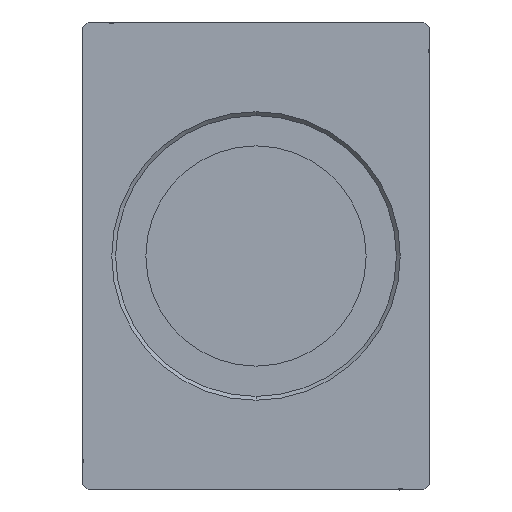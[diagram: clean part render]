
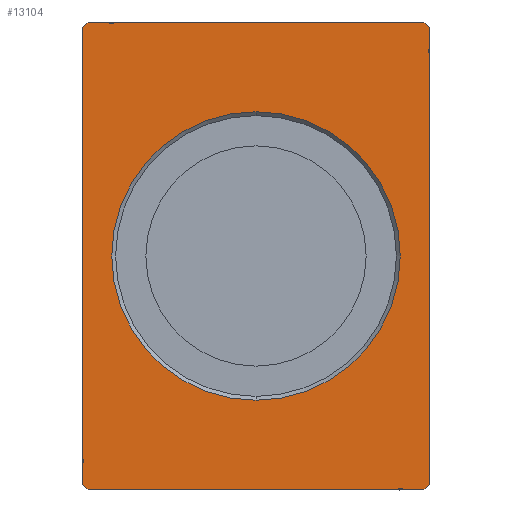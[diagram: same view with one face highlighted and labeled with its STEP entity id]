
A CAD part, left-side view. The second image highlights one B-rep face of the part: STEP entity #13104.
In plain terms, the highlighted planar face has unit normal (-1, 0, 0).
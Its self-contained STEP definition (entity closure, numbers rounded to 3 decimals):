
#20 = EDGE_CURVE ( 'NONE', #2804, #3124, #1621, .T. ) ;
#839 = DIRECTION ( 'NONE',  ( 0., 0.707, 0.707 ) ) ;
#988 = VECTOR ( 'NONE', #2928, 1000. ) ;
#1129 = EDGE_CURVE ( 'NONE', #33568, #9441, #30746, .T. ) ;
#1621 = LINE ( 'NONE', #25886, #5776 ) ;
#1852 = ORIENTED_EDGE ( 'NONE', *, *, #6350, .F. ) ;
#2804 = VERTEX_POINT ( 'NONE', #7301 ) ;
#2928 = DIRECTION ( 'NONE',  ( 0., -0.707, 0.707 ) ) ;
#2966 = VERTEX_POINT ( 'NONE', #7249 ) ;
#2983 = ORIENTED_EDGE ( 'NONE', *, *, #4053, .F. ) ;
#3124 = VERTEX_POINT ( 'NONE', #11950 ) ;
#3716 = LINE ( 'NONE', #16264, #38153 ) ;
#4053 = EDGE_CURVE ( 'NONE', #5136, #11375, #11220, .T. ) ;
#4166 = DIRECTION ( 'NONE',  ( 1., 0., 0. ) ) ;
#4621 = ORIENTED_EDGE ( 'NONE', *, *, #36378, .F. ) ;
#5136 = VERTEX_POINT ( 'NONE', #9743 ) ;
#5310 = AXIS2_PLACEMENT_3D ( 'NONE', #10139, #4166, #32329 ) ;
#5527 = DIRECTION ( 'NONE',  ( 0., 0.707, -0.707 ) ) ;
#5671 = CARTESIAN_POINT ( 'NONE',  ( 0., 31.5, 41.5 ) ) ;
#5776 = VECTOR ( 'NONE', #13327, 1000. ) ;
#6350 = EDGE_CURVE ( 'NONE', #2966, #27538, #20146, .T. ) ;
#7249 = CARTESIAN_POINT ( 'NONE',  ( 0., -30.5, -42.5 ) ) ;
#7301 = CARTESIAN_POINT ( 'NONE',  ( 0., 30.5, 42.5 ) ) ;
#8024 = DIRECTION ( 'NONE',  ( 0., 1., 0. ) ) ;
#9441 = VERTEX_POINT ( 'NONE', #20014 ) ;
#9561 = DIRECTION ( 'NONE',  ( 0., 0., -1. ) ) ;
#9743 = CARTESIAN_POINT ( 'NONE',  ( 0., 31.5, -41.5 ) ) ;
#9903 = EDGE_LOOP ( 'NONE', ( #10413, #36000 ) ) ;
#10139 = CARTESIAN_POINT ( 'NONE',  ( 0., 0., 0. ) ) ;
#10313 = DIRECTION ( 'NONE',  ( 0., 0., -1. ) ) ;
#10413 = ORIENTED_EDGE ( 'NONE', *, *, #1129, .T. ) ;
#10416 = VECTOR ( 'NONE', #8024, 1000. ) ;
#10483 = LINE ( 'NONE', #33687, #29680 ) ;
#10672 = ORIENTED_EDGE ( 'NONE', *, *, #23970, .F. ) ;
#10721 = CARTESIAN_POINT ( 'NONE',  ( 0., 0., 0. ) ) ;
#11220 = LINE ( 'NONE', #26643, #15597 ) ;
#11375 = VERTEX_POINT ( 'NONE', #5671 ) ;
#11950 = CARTESIAN_POINT ( 'NONE',  ( 0., -30.5, 42.5 ) ) ;
#12488 = LINE ( 'NONE', #18859, #31104 ) ;
#12713 = VECTOR ( 'NONE', #9561, 1000. ) ;
#13013 = AXIS2_PLACEMENT_3D ( 'NONE', #17099, #26769, #39711 ) ;
#13104 = ADVANCED_FACE ( 'NONE', ( #38107, #28832 ), #23074, .F. ) ;
#13327 = DIRECTION ( 'NONE',  ( 0., -1., 0. ) ) ;
#13485 = EDGE_CURVE ( 'NONE', #27538, #5136, #3716, .T. ) ;
#13993 = ORIENTED_EDGE ( 'NONE', *, *, #13485, .F. ) ;
#15597 = VECTOR ( 'NONE', #33002, 1000. ) ;
#15944 = VERTEX_POINT ( 'NONE', #37700 ) ;
#16264 = CARTESIAN_POINT ( 'NONE',  ( 0., 30.5, -42.5 ) ) ;
#16482 = ORIENTED_EDGE ( 'NONE', *, *, #26858, .F. ) ;
#17011 = CARTESIAN_POINT ( 'NONE',  ( 0., 30.5, -42.5 ) ) ;
#17099 = CARTESIAN_POINT ( 'NONE',  ( 0., 0., 0. ) ) ;
#18531 = EDGE_CURVE ( 'NONE', #19950, #2966, #10483, .T. ) ;
#18859 = CARTESIAN_POINT ( 'NONE',  ( 0., -30.5, 42.5 ) ) ;
#19950 = VERTEX_POINT ( 'NONE', #25769 ) ;
#20014 = CARTESIAN_POINT ( 'NONE',  ( 0., 0., -26.2 ) ) ;
#20146 = LINE ( 'NONE', #29803, #10416 ) ;
#20685 = AXIS2_PLACEMENT_3D ( 'NONE', #10721, #35590, #10313 ) ;
#21039 = CARTESIAN_POINT ( 'NONE',  ( 0., 31.5, 41.5 ) ) ;
#21486 = CARTESIAN_POINT ( 'NONE',  ( 0., -31.5, 41.5 ) ) ;
#23074 = PLANE ( 'NONE',  #5310 ) ;
#23970 = EDGE_CURVE ( 'NONE', #3124, #15944, #12488, .T. ) ;
#24151 = ORIENTED_EDGE ( 'NONE', *, *, #18531, .F. ) ;
#25769 = CARTESIAN_POINT ( 'NONE',  ( 0., -31.5, -41.5 ) ) ;
#25886 = CARTESIAN_POINT ( 'NONE',  ( 0., 30.5, 42.5 ) ) ;
#26248 = EDGE_CURVE ( 'NONE', #9441, #33568, #27252, .T. ) ;
#26312 = EDGE_LOOP ( 'NONE', ( #16482, #2983, #13993, #1852, #24151, #4621, #10672, #32745 ) ) ;
#26643 = CARTESIAN_POINT ( 'NONE',  ( 0., 31.5, -41.5 ) ) ;
#26769 = DIRECTION ( 'NONE',  ( 1., 0., 0. ) ) ;
#26858 = EDGE_CURVE ( 'NONE', #11375, #2804, #40345, .T. ) ;
#27252 = CIRCLE ( 'NONE', #20685, 26.2 ) ;
#27538 = VERTEX_POINT ( 'NONE', #17011 ) ;
#28832 = FACE_OUTER_BOUND ( 'NONE', #26312, .T. ) ;
#29680 = VECTOR ( 'NONE', #5527, 1000. ) ;
#29803 = CARTESIAN_POINT ( 'NONE',  ( 0., -30.5, -42.5 ) ) ;
#30746 = CIRCLE ( 'NONE', #13013, 26.2 ) ;
#31104 = VECTOR ( 'NONE', #31397, 1000. ) ;
#31397 = DIRECTION ( 'NONE',  ( 0., -0.707, -0.707 ) ) ;
#32329 = DIRECTION ( 'NONE',  ( 0., 0., -1. ) ) ;
#32745 = ORIENTED_EDGE ( 'NONE', *, *, #20, .F. ) ;
#33002 = DIRECTION ( 'NONE',  ( 0., 0., 1. ) ) ;
#33568 = VERTEX_POINT ( 'NONE', #40607 ) ;
#33687 = CARTESIAN_POINT ( 'NONE',  ( 0., -31.5, -41.5 ) ) ;
#34031 = LINE ( 'NONE', #21486, #12713 ) ;
#35590 = DIRECTION ( 'NONE',  ( 1., 0., 0. ) ) ;
#36000 = ORIENTED_EDGE ( 'NONE', *, *, #26248, .T. ) ;
#36378 = EDGE_CURVE ( 'NONE', #15944, #19950, #34031, .T. ) ;
#37700 = CARTESIAN_POINT ( 'NONE',  ( 0., -31.5, 41.5 ) ) ;
#38107 = FACE_BOUND ( 'NONE', #9903, .T. ) ;
#38153 = VECTOR ( 'NONE', #839, 1000. ) ;
#39711 = DIRECTION ( 'NONE',  ( 0., 0., -1. ) ) ;
#40345 = LINE ( 'NONE', #21039, #988 ) ;
#40607 = CARTESIAN_POINT ( 'NONE',  ( 0., 0., 26.2 ) ) ;
